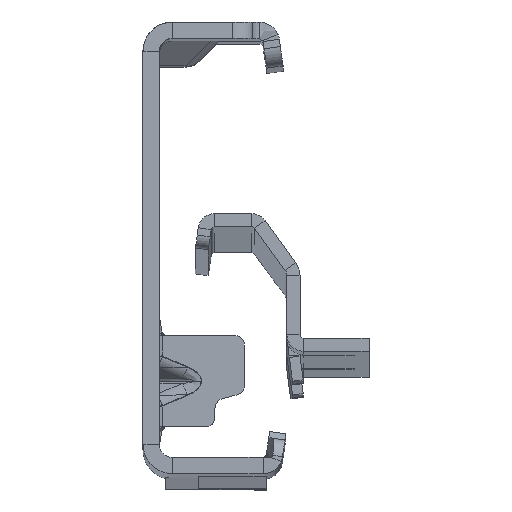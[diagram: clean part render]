
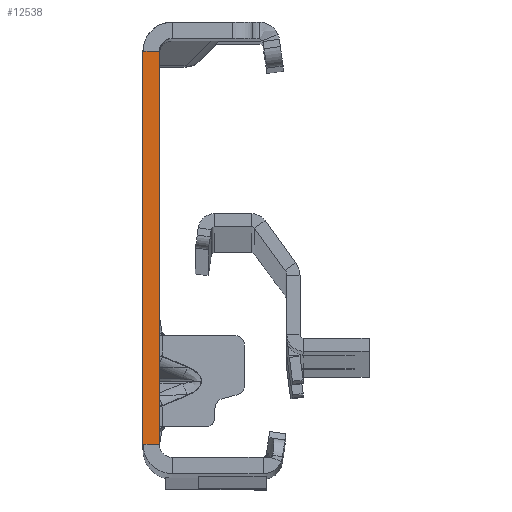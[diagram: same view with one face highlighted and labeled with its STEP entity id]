
A CAD part, top view. The second image highlights one B-rep face of the part: STEP entity #12538.
In plain terms, the highlighted planar face has unit normal (0, 0, 1).
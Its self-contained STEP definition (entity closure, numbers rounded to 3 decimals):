
#1280 = CARTESIAN_POINT ( 'NONE',  ( -2.5, -32., 0. ) ) ;
#2154 = VECTOR ( 'NONE', #48383, 1000. ) ;
#4737 = CARTESIAN_POINT ( 'NONE',  ( -2.5, -30., 0. ) ) ;
#7660 = ORIENTED_EDGE ( 'NONE', *, *, #28121, .F. ) ;
#7701 = VERTEX_POINT ( 'NONE', #29604 ) ;
#7844 = EDGE_CURVE ( 'NONE', #7701, #34168, #41550, .T. ) ;
#8374 = AXIS2_PLACEMENT_3D ( 'NONE', #19942, #35463, #29751 ) ;
#9731 = EDGE_CURVE ( 'NONE', #7701, #35295, #28766, .T. ) ;
#10714 = CARTESIAN_POINT ( 'NONE',  ( -2.5, 30., 0. ) ) ;
#12538 = ADVANCED_FACE ( 'NONE', ( #25438 ), #46914, .T. ) ;
#15846 = VECTOR ( 'NONE', #29056, 1000. ) ;
#16143 = VERTEX_POINT ( 'NONE', #4737 ) ;
#16913 = LINE ( 'NONE', #43892, #32775 ) ;
#18396 = ORIENTED_EDGE ( 'NONE', *, *, #9731, .F. ) ;
#18633 = CARTESIAN_POINT ( 'NONE',  ( 0., -30., 0. ) ) ;
#18909 = ORIENTED_EDGE ( 'NONE', *, *, #42581, .T. ) ;
#19942 = CARTESIAN_POINT ( 'NONE',  ( -2.5, -32., 0. ) ) ;
#21495 = DIRECTION ( 'NONE',  ( -1., 0., 0. ) ) ;
#25438 = FACE_OUTER_BOUND ( 'NONE', #27955, .T. ) ;
#27955 = EDGE_LOOP ( 'NONE', ( #18396, #40626, #18909, #7660 ) ) ;
#28121 = EDGE_CURVE ( 'NONE', #35295, #16143, #16913, .T. ) ;
#28766 = LINE ( 'NONE', #40224, #2154 ) ;
#29056 = DIRECTION ( 'NONE',  ( 0., -1., 0. ) ) ;
#29343 = CARTESIAN_POINT ( 'NONE',  ( 0., 30., 0. ) ) ;
#29604 = CARTESIAN_POINT ( 'NONE',  ( 0., 30., 0. ) ) ;
#29751 = DIRECTION ( 'NONE',  ( 1., 0., 0. ) ) ;
#32775 = VECTOR ( 'NONE', #21495, 1000. ) ;
#34168 = VERTEX_POINT ( 'NONE', #10714 ) ;
#35295 = VERTEX_POINT ( 'NONE', #18633 ) ;
#35463 = DIRECTION ( 'NONE',  ( 0., 0., 1. ) ) ;
#36198 = LINE ( 'NONE', #1280, #15846 ) ;
#40224 = CARTESIAN_POINT ( 'NONE',  ( 0., -32., 0. ) ) ;
#40363 = VECTOR ( 'NONE', #44865, 1000. ) ;
#40626 = ORIENTED_EDGE ( 'NONE', *, *, #7844, .T. ) ;
#41550 = LINE ( 'NONE', #29343, #40363 ) ;
#42581 = EDGE_CURVE ( 'NONE', #34168, #16143, #36198, .T. ) ;
#43892 = CARTESIAN_POINT ( 'NONE',  ( 0., -30., 0. ) ) ;
#44865 = DIRECTION ( 'NONE',  ( -1., 0., 0. ) ) ;
#46914 = PLANE ( 'NONE',  #8374 ) ;
#48383 = DIRECTION ( 'NONE',  ( 0., -1., 0. ) ) ;
